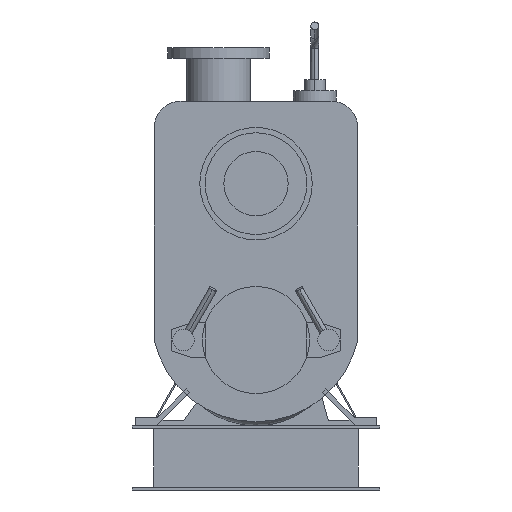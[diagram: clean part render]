
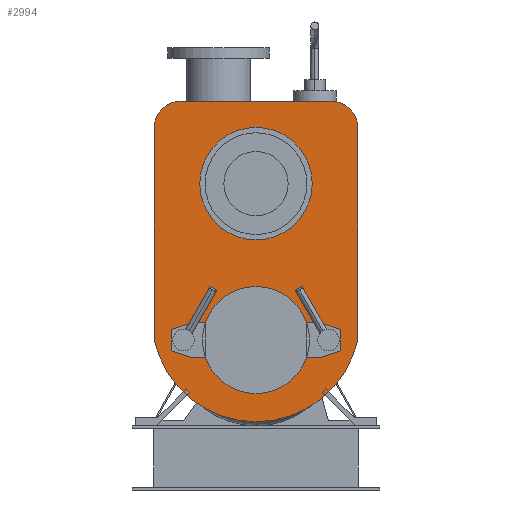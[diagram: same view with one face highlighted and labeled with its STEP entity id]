
A CAD part, front view. The second image highlights one B-rep face of the part: STEP entity #2994.
In plain terms, the highlighted planar face has unit normal (0, -1, 0).
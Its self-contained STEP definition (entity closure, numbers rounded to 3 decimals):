
#59=CIRCLE('',#3272,50.);
#61=CIRCLE('',#3275,50.);
#63=CIRCLE('',#3281,194.578);
#379=FACE_OUTER_BOUND('',#581,.T.);
#581=EDGE_LOOP('',(#2378,#2379,#2380,#2381,#2382,#2383));
#836=LINE('',#5461,#1120);
#839=LINE('',#5466,#1123);
#841=LINE('',#5470,#1125);
#1120=VECTOR('',#3901,304.8);
#1123=VECTOR('',#3906,304.8);
#1125=VECTOR('',#3910,304.8);
#1380=VERTEX_POINT('',#5442);
#1381=VERTEX_POINT('',#5443);
#1384=VERTEX_POINT('',#5451);
#1385=VERTEX_POINT('',#5452);
#1388=VERTEX_POINT('',#5460);
#1390=VERTEX_POINT('',#5469);
#1720=EDGE_CURVE('',#1380,#1381,#59,.T.);
#1724=EDGE_CURVE('',#1384,#1385,#61,.T.);
#1728=EDGE_CURVE('',#1381,#1388,#836,.T.);
#1731=EDGE_CURVE('',#1385,#1380,#839,.T.);
#1733=EDGE_CURVE('',#1390,#1384,#841,.T.);
#1736=EDGE_CURVE('',#1388,#1390,#63,.T.);
#2378=ORIENTED_EDGE('',*,*,#1736,.T.);
#2379=ORIENTED_EDGE('',*,*,#1733,.T.);
#2380=ORIENTED_EDGE('',*,*,#1724,.T.);
#2381=ORIENTED_EDGE('',*,*,#1731,.T.);
#2382=ORIENTED_EDGE('',*,*,#1720,.T.);
#2383=ORIENTED_EDGE('',*,*,#1728,.T.);
#2820=PLANE('',#3284);
#2994=ADVANCED_FACE('',(#379),#2820,.T.);
#3272=AXIS2_PLACEMENT_3D('',#5444,#3885,#3886);
#3275=AXIS2_PLACEMENT_3D('',#5453,#3893,#3894);
#3281=AXIS2_PLACEMENT_3D('',#5475,#3915,#3916);
#3284=AXIS2_PLACEMENT_3D('',#5478,#3921,#3922);
#3885=DIRECTION('center_axis',(0.,-1.,0.));
#3886=DIRECTION('ref_axis',(1.,0.,0.));
#3893=DIRECTION('center_axis',(0.,-1.,0.));
#3894=DIRECTION('ref_axis',(1.,0.,0.));
#3901=DIRECTION('',(0.,0.,-1.));
#3906=DIRECTION('',(-1.,0.,0.));
#3910=DIRECTION('',(0.,0.,1.));
#3915=DIRECTION('center_axis',(0.,-1.,0.));
#3916=DIRECTION('ref_axis',(1.,0.,0.));
#3921=DIRECTION('center_axis',(0.,-1.,0.));
#3922=DIRECTION('ref_axis',(0.,0.,1.));
#5442=CARTESIAN_POINT('',(67388.476,6709.572,726.));
#5443=CARTESIAN_POINT('',(67338.476,6709.572,676.));
#5444=CARTESIAN_POINT('Origin',(67388.476,6709.572,676.));
#5451=CARTESIAN_POINT('',(67718.476,6709.572,676.));
#5452=CARTESIAN_POINT('',(67668.476,6709.572,726.));
#5453=CARTESIAN_POINT('Origin',(67668.476,6709.572,676.));
#5460=CARTESIAN_POINT('',(67338.476,6709.572,280.));
#5461=CARTESIAN_POINT('',(67338.476,6709.572,676.));
#5466=CARTESIAN_POINT('',(67668.476,6709.572,726.));
#5469=CARTESIAN_POINT('',(67718.476,6709.572,280.));
#5470=CARTESIAN_POINT('',(67718.476,6709.572,280.));
#5475=CARTESIAN_POINT('Origin',(67528.476,6709.572,321.957));
#5478=CARTESIAN_POINT('Origin',(67723.053,6709.572,321.957));
